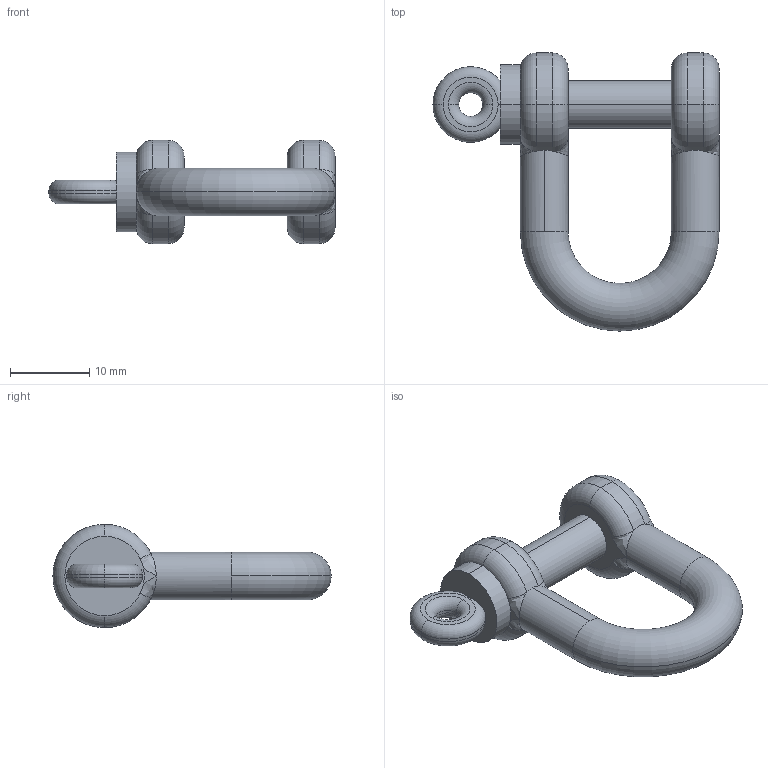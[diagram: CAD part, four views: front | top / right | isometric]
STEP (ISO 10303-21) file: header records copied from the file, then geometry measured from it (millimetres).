
FILE_DESCRIPTION (( 'STEP AP203' ), '1' );
FILE_NAME ('B-1110-4.STEP', '2009-03-12T04:34:11', ( ' ' ), ( ' ' ), 'SwSTEP 2.0', 'SolidWorks 2007', '' );
FILE_SCHEMA (( 'CONFIG_CONTROL_DESIGN' ));
Length unit declared in the file: millimetre
Products named in the file (3): B-1110-4僼僢僋__棉太倌; B-1110-4僔儍僼僩__棉太倌; B-1110-4
Assembly tree (2 placements, depth 2):
  B-1110-4
    B-1110-4僔儍僼僩__棉太倌
    B-1110-4僼僢僋__棉太倌
Bounding box: 36 x 35 x 13 mm (x, y, z)
Volume: 3584 mm3; surface area: 2751.3 mm2
Topology: 2 solids, 2 shells, 61 faces, 143 edges, 80 vertices
Faces by surface type: torus 22, cylinder 22, plane 9, bspline 8
Entity records: 2600 total; most frequent: CARTESIAN_POINT 951, DIRECTION 313, ORIENTED_EDGE 270, AXIS2_PLACEMENT_3D 146, EDGE_CURVE 135, CIRCLE 88, VERTEX_POINT 80, EDGE_LOOP 69
